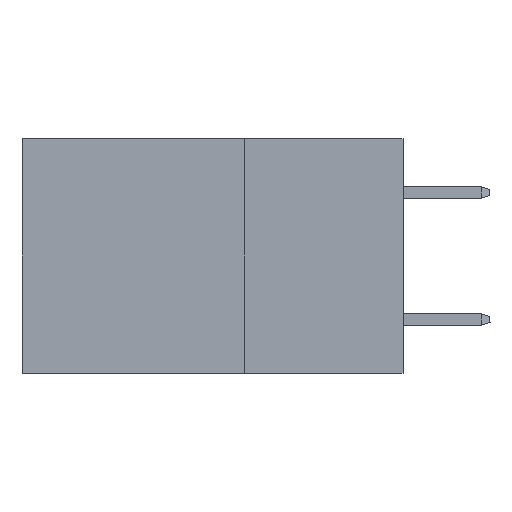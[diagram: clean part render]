
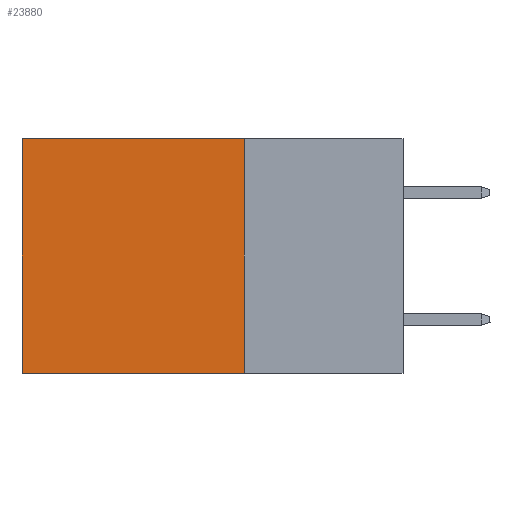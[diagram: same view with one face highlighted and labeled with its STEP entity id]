
A CAD part, left-side view. The second image highlights one B-rep face of the part: STEP entity #23880.
In plain terms, the highlighted planar face has unit normal (-1, 0, 0).
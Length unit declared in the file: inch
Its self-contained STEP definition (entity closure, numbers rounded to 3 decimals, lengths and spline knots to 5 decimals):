
#23 = DIRECTION ( 'NONE',  ( 0., 0., -1. ) ) ;
#54 = PLANE ( 'NONE',  #14661 ) ;
#626 = FACE_OUTER_BOUND ( 'NONE', #10812, .T. ) ;
#1430 = VERTEX_POINT ( 'NONE', #6822 ) ;
#2897 = VECTOR ( 'NONE', #14457, 39.37008 ) ;
#3509 = DIRECTION ( 'NONE',  ( 0., 1., 0. ) ) ;
#4862 = LINE ( 'NONE', #16273, #2897 ) ;
#4953 = CARTESIAN_POINT ( 'NONE',  ( 0.2875, 0.6, -0.37 ) ) ;
#5682 = VERTEX_POINT ( 'NONE', #13394 ) ;
#6033 = CARTESIAN_POINT ( 'NONE',  ( 0.2875, 0.25, -0.37 ) ) ;
#6224 = DIRECTION ( 'NONE',  ( 0., 0., -1. ) ) ;
#6822 = CARTESIAN_POINT ( 'NONE',  ( 0.2875, 0.25, 0. ) ) ;
#7316 = VECTOR ( 'NONE', #23, 39.37008 ) ;
#7357 = DIRECTION ( 'NONE',  ( 1., 0., 0. ) ) ;
#8057 = VECTOR ( 'NONE', #3509, 39.37008 ) ;
#9169 = CARTESIAN_POINT ( 'NONE',  ( 0.2875, 0.25, 0. ) ) ;
#9609 = VECTOR ( 'NONE', #13567, 39.37008 ) ;
#10806 = CARTESIAN_POINT ( 'NONE',  ( 0.2875, 0.25, 0. ) ) ;
#10812 = EDGE_LOOP ( 'NONE', ( #21780, #18071, #20957, #13908 ) ) ;
#12573 = EDGE_CURVE ( 'NONE', #1430, #5682, #4862, .T. ) ;
#13394 = CARTESIAN_POINT ( 'NONE',  ( 0.2875, 0.25, -0.37 ) ) ;
#13567 = DIRECTION ( 'NONE',  ( 0., 1., 0. ) ) ;
#13908 = ORIENTED_EDGE ( 'NONE', *, *, #21498, .T. ) ;
#14365 = CARTESIAN_POINT ( 'NONE',  ( 0.2875, 0.6, 0. ) ) ;
#14457 = DIRECTION ( 'NONE',  ( 0., 0., -1. ) ) ;
#14661 = AXIS2_PLACEMENT_3D ( 'NONE', #9169, #7357, #6224 ) ;
#16273 = CARTESIAN_POINT ( 'NONE',  ( 0.2875, 0.25, 0. ) ) ;
#17435 = CARTESIAN_POINT ( 'NONE',  ( 0.2875, 0.6, 0. ) ) ;
#18004 = LINE ( 'NONE', #14365, #7316 ) ;
#18071 = ORIENTED_EDGE ( 'NONE', *, *, #23546, .F. ) ;
#20052 = VERTEX_POINT ( 'NONE', #17435 ) ;
#20819 = LINE ( 'NONE', #6033, #9609 ) ;
#20957 = ORIENTED_EDGE ( 'NONE', *, *, #12573, .F. ) ;
#21498 = EDGE_CURVE ( 'NONE', #1430, #20052, #21944, .T. ) ;
#21780 = ORIENTED_EDGE ( 'NONE', *, *, #22407, .T. ) ;
#21944 = LINE ( 'NONE', #10806, #8057 ) ;
#22407 = EDGE_CURVE ( 'NONE', #20052, #23316, #18004, .T. ) ;
#23316 = VERTEX_POINT ( 'NONE', #4953 ) ;
#23546 = EDGE_CURVE ( 'NONE', #5682, #23316, #20819, .T. ) ;
#23880 = ADVANCED_FACE ( 'NONE', ( #626 ), #54, .F. ) ;
